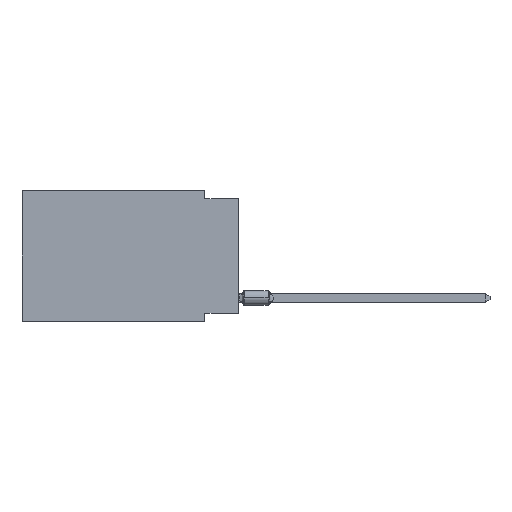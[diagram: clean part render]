
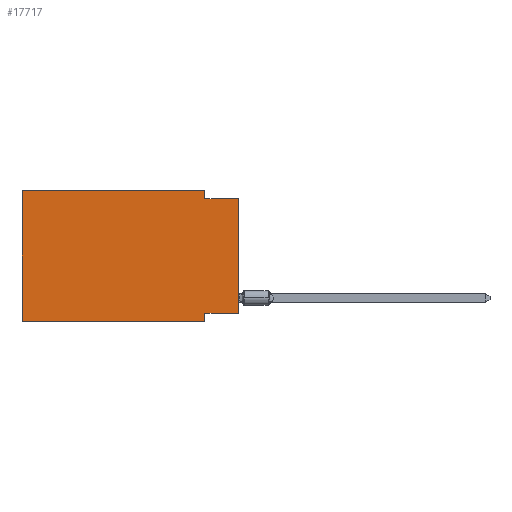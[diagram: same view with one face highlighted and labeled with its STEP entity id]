
A CAD part, left-side view. The second image highlights one B-rep face of the part: STEP entity #17717.
In plain terms, the highlighted planar face has unit normal (-1, 0, 0).
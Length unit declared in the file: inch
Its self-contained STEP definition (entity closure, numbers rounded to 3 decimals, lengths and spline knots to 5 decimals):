
#1639 = CARTESIAN_POINT ( 'NONE',  ( 0., 0., -0.365 ) ) ;
#1717 = EDGE_CURVE ( 'NONE', #5003, #14615, #20005, .T. ) ;
#2299 = LINE ( 'NONE', #10322, #12572 ) ;
#3542 = DIRECTION ( 'NONE',  ( 0., 0., 1. ) ) ;
#3592 = VECTOR ( 'NONE', #4960, 39.37008 ) ;
#4177 = CARTESIAN_POINT ( 'NONE',  ( 0., 0., -0.025 ) ) ;
#4717 = CARTESIAN_POINT ( 'NONE',  ( 0., 0.1, 0. ) ) ;
#4960 = DIRECTION ( 'NONE',  ( 0., 1., 0. ) ) ;
#5003 = VERTEX_POINT ( 'NONE', #5282 ) ;
#5165 = DIRECTION ( 'NONE',  ( 1., 0., 0. ) ) ;
#5282 = CARTESIAN_POINT ( 'NONE',  ( 0., 0.645, 0. ) ) ;
#5471 = ORIENTED_EDGE ( 'NONE', *, *, #20044, .F. ) ;
#5915 = LINE ( 'NONE', #4177, #9237 ) ;
#6436 = CARTESIAN_POINT ( 'NONE',  ( 0., 0., -0.365 ) ) ;
#6577 = EDGE_CURVE ( 'NONE', #15548, #9197, #6827, .T. ) ;
#6827 = LINE ( 'NONE', #6436, #3592 ) ;
#7356 = ORIENTED_EDGE ( 'NONE', *, *, #23180, .T. ) ;
#7760 = CARTESIAN_POINT ( 'NONE',  ( 0., 0.645, -0.39 ) ) ;
#7927 = LINE ( 'NONE', #8318, #25265 ) ;
#8318 = CARTESIAN_POINT ( 'NONE',  ( 0., 0.645, 0. ) ) ;
#9197 = VERTEX_POINT ( 'NONE', #17293 ) ;
#9237 = VECTOR ( 'NONE', #14061, 39.37008 ) ;
#9424 = PLANE ( 'NONE',  #10303 ) ;
#10193 = DIRECTION ( 'NONE',  ( 0., -1., 0. ) ) ;
#10303 = AXIS2_PLACEMENT_3D ( 'NONE', #25772, #5165, #13925 ) ;
#10322 = CARTESIAN_POINT ( 'NONE',  ( 0., 0.645, -0.39 ) ) ;
#10429 = VERTEX_POINT ( 'NONE', #14086 ) ;
#10473 = EDGE_CURVE ( 'NONE', #15548, #25024, #17984, .T. ) ;
#10509 = EDGE_LOOP ( 'NONE', ( #25355, #17370, #24895, #24265, #11461, #7356, #5471, #21526 ) ) ;
#11211 = VERTEX_POINT ( 'NONE', #7760 ) ;
#11461 = ORIENTED_EDGE ( 'NONE', *, *, #19380, .F. ) ;
#11952 = EDGE_CURVE ( 'NONE', #10429, #25024, #5915, .T. ) ;
#11956 = LINE ( 'NONE', #15452, #21865 ) ;
#12065 = VECTOR ( 'NONE', #3542, 39.37008 ) ;
#12481 = CARTESIAN_POINT ( 'NONE',  ( 0., 0., -0.025 ) ) ;
#12572 = VECTOR ( 'NONE', #10193, 39.37008 ) ;
#12824 = CARTESIAN_POINT ( 'NONE',  ( 0., 0.1, 0. ) ) ;
#13830 = DIRECTION ( 'NONE',  ( 0., -1., 0. ) ) ;
#13925 = DIRECTION ( 'NONE',  ( 0., 0., -1. ) ) ;
#14061 = DIRECTION ( 'NONE',  ( 0., -1., 0. ) ) ;
#14086 = CARTESIAN_POINT ( 'NONE',  ( 0., 0.1, -0.025 ) ) ;
#14469 = VERTEX_POINT ( 'NONE', #18240 ) ;
#14550 = VECTOR ( 'NONE', #13830, 39.37008 ) ;
#14615 = VERTEX_POINT ( 'NONE', #4717 ) ;
#15452 = CARTESIAN_POINT ( 'NONE',  ( 0., 0.1, -0.39 ) ) ;
#15548 = VERTEX_POINT ( 'NONE', #1639 ) ;
#15970 = CARTESIAN_POINT ( 'NONE',  ( 0., 0.645, 0. ) ) ;
#17293 = CARTESIAN_POINT ( 'NONE',  ( 0., 0.1, -0.365 ) ) ;
#17370 = ORIENTED_EDGE ( 'NONE', *, *, #11952, .F. ) ;
#17376 = LINE ( 'NONE', #12824, #19422 ) ;
#17717 = ADVANCED_FACE ( 'NONE', ( #23621 ), #9424, .F. ) ;
#17984 = LINE ( 'NONE', #24278, #12065 ) ;
#18240 = CARTESIAN_POINT ( 'NONE',  ( 0., 0.1, -0.39 ) ) ;
#19256 = DIRECTION ( 'NONE',  ( 0., 0., -1. ) ) ;
#19380 = EDGE_CURVE ( 'NONE', #11211, #5003, #7927, .T. ) ;
#19422 = VECTOR ( 'NONE', #19256, 39.37008 ) ;
#19977 = DIRECTION ( 'NONE',  ( 0., 0., 1. ) ) ;
#20005 = LINE ( 'NONE', #15970, #14550 ) ;
#20044 = EDGE_CURVE ( 'NONE', #9197, #14469, #11956, .T. ) ;
#21526 = ORIENTED_EDGE ( 'NONE', *, *, #6577, .F. ) ;
#21865 = VECTOR ( 'NONE', #23630, 39.37008 ) ;
#23180 = EDGE_CURVE ( 'NONE', #11211, #14469, #2299, .T. ) ;
#23575 = EDGE_CURVE ( 'NONE', #14615, #10429, #17376, .T. ) ;
#23621 = FACE_OUTER_BOUND ( 'NONE', #10509, .T. ) ;
#23630 = DIRECTION ( 'NONE',  ( 0., 0., -1. ) ) ;
#24265 = ORIENTED_EDGE ( 'NONE', *, *, #1717, .F. ) ;
#24278 = CARTESIAN_POINT ( 'NONE',  ( 0., 0., 0. ) ) ;
#24895 = ORIENTED_EDGE ( 'NONE', *, *, #23575, .F. ) ;
#25024 = VERTEX_POINT ( 'NONE', #12481 ) ;
#25265 = VECTOR ( 'NONE', #19977, 39.37008 ) ;
#25355 = ORIENTED_EDGE ( 'NONE', *, *, #10473, .T. ) ;
#25772 = CARTESIAN_POINT ( 'NONE',  ( 0., 0.645, 0. ) ) ;
